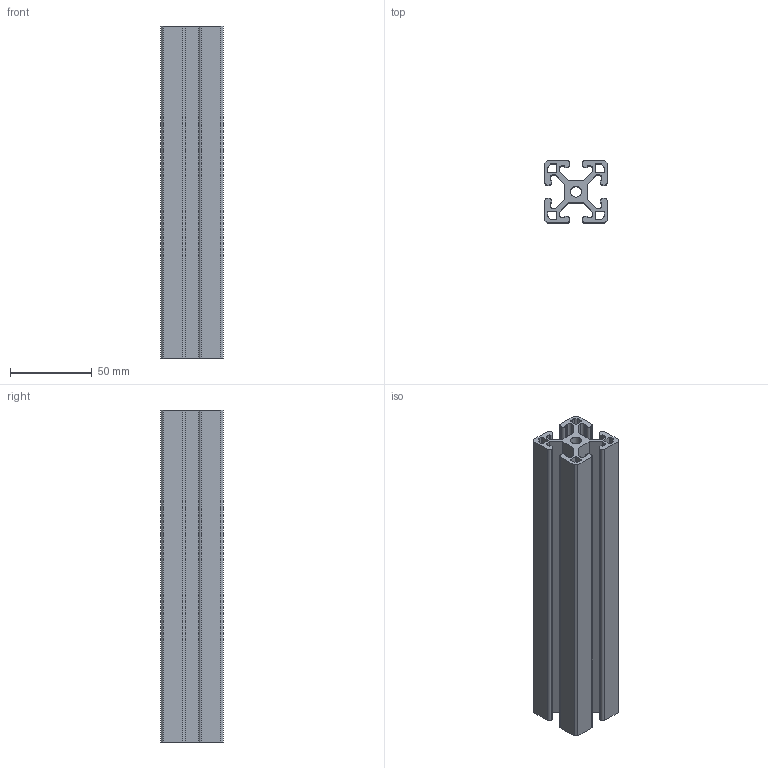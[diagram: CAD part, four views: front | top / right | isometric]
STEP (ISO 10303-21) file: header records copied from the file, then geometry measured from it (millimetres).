
FILE_DESCRIPTION (( 'STEP AP203' ), '1' );
FILE_NAME ('1515BL.step', '2023-03-02T15:29:23', ( '' ), ( '' ), 'SwSTEP 2.0', 'SolidWorks 2021', '' );
FILE_SCHEMA (( 'CONFIG_CONTROL_DESIGN' ));
Length unit declared in the file: inch
Products named in the file (1): 1515BL
Bounding box: 38.1 x 38.1 x 203.2 mm (x, y, z)
Volume: 121194.8 mm3; surface area: 86161.1 mm2
Topology: 1 solids, 1 shells, 132 faces, 390 edges, 260 vertices
Faces by surface type: plane 86, cylinder 46
Entity records: 4505 total; most frequent: CARTESIAN_POINT 783, ORIENTED_EDGE 780, DIRECTION 748, EDGE_CURVE 390, LINE 298, VECTOR 298, VERTEX_POINT 260, AXIS2_PLACEMENT_3D 225
